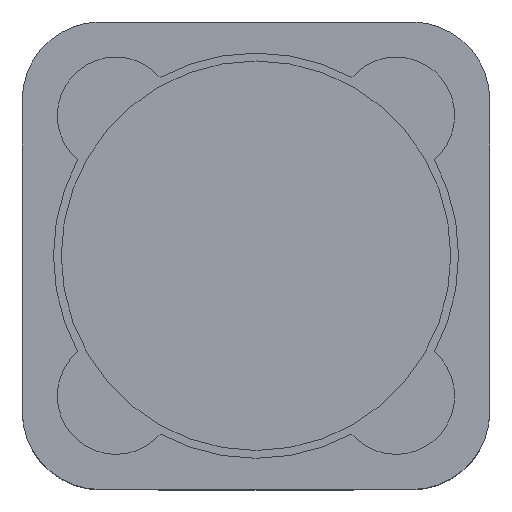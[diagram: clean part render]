
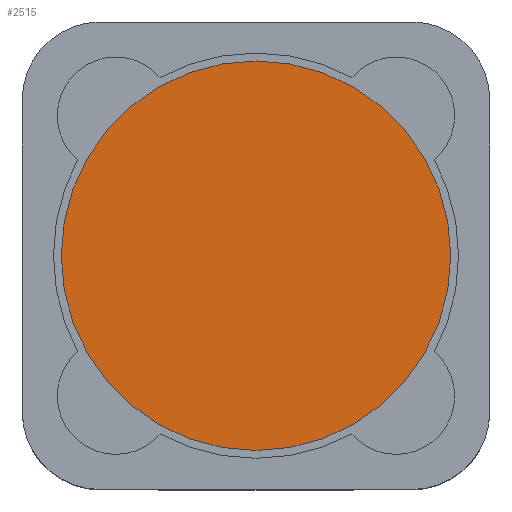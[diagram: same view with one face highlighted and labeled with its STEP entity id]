
A CAD part, top view. The second image highlights one B-rep face of the part: STEP entity #2515.
In plain terms, the highlighted planar face has unit normal (0, 0, 1).
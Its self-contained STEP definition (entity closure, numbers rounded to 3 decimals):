
#2431 = EDGE_CURVE('',#2432,#2432,#2434,.T.);
#2432 = VERTEX_POINT('',#2433);
#2433 = CARTESIAN_POINT('',(5.,0.,8.));
#2434 = SURFACE_CURVE('',#2435,(#2440,#2452),.PCURVE_S1.);
#2435 = CIRCLE('',#2436,5.);
#2436 = AXIS2_PLACEMENT_3D('',#2437,#2438,#2439);
#2437 = CARTESIAN_POINT('',(0.,0.,8.));
#2438 = DIRECTION('',(0.,0.,1.));
#2439 = DIRECTION('',(1.,0.,0.));
#2440 = PCURVE('',#2441,#2446);
#2441 = CYLINDRICAL_SURFACE('',#2442,5.);
#2442 = AXIS2_PLACEMENT_3D('',#2443,#2444,#2445);
#2443 = CARTESIAN_POINT('',(0.,0.,0.2));
#2444 = DIRECTION('',(0.,0.,1.));
#2445 = DIRECTION('',(1.,0.,0.));
#2446 = DEFINITIONAL_REPRESENTATION('',(#2447),#2451);
#2447 = LINE('',#2448,#2449);
#2448 = CARTESIAN_POINT('',(0.,7.8));
#2449 = VECTOR('',#2450,1.);
#2450 = DIRECTION('',(1.,0.));
#2451 = ( GEOMETRIC_REPRESENTATION_CONTEXT(2) 
PARAMETRIC_REPRESENTATION_CONTEXT() REPRESENTATION_CONTEXT('2D SPACE',''
  ) );
#2452 = PCURVE('',#2453,#2458);
#2453 = PLANE('',#2454);
#2454 = AXIS2_PLACEMENT_3D('',#2455,#2456,#2457);
#2455 = CARTESIAN_POINT('',(0.,0.,8.));
#2456 = DIRECTION('',(0.,0.,1.));
#2457 = DIRECTION('',(1.,0.,0.));
#2458 = DEFINITIONAL_REPRESENTATION('',(#2459),#2463);
#2459 = CIRCLE('',#2460,5.);
#2460 = AXIS2_PLACEMENT_2D('',#2461,#2462);
#2461 = CARTESIAN_POINT('',(0.,0.));
#2462 = DIRECTION('',(1.,0.));
#2463 = ( GEOMETRIC_REPRESENTATION_CONTEXT(2) 
PARAMETRIC_REPRESENTATION_CONTEXT() REPRESENTATION_CONTEXT('2D SPACE',''
  ) );
#2515 = ADVANCED_FACE('',(#2516),#2453,.T.);
#2516 = FACE_BOUND('',#2517,.T.);
#2517 = EDGE_LOOP('',(#2518));
#2518 = ORIENTED_EDGE('',*,*,#2431,.T.);
